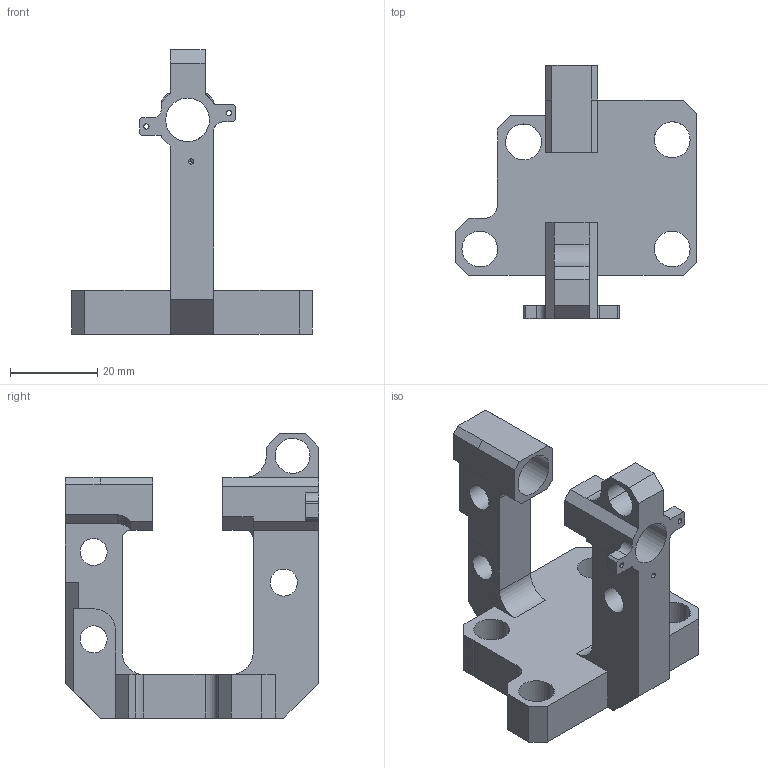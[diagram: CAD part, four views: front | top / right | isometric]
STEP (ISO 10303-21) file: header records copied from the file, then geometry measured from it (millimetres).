
FILE_DESCRIPTION (( 'STEP AP203' ), '1' );
FILE_NAME ('Externale_Black.stp_Default_sldprt.STEP', '2024-12-16T15:04:38', ( '' ), ( '' ), 'SwSTEP 2.0', 'SolidWorks 2024', '' );
FILE_SCHEMA (( 'CONFIG_CONTROL_DESIGN' ));
Length unit declared in the file: millimetre
Products named in the file (1): Externale_Black.stp_Default_sldprt
Bounding box: 55 x 58 x 65 mm (x, y, z)
Volume: 29062.2 mm3; surface area: 13637.1 mm2
Topology: 1 solids, 1 shells, 113 faces, 329 edges, 216 vertices
Faces by surface type: plane 71, cylinder 40, cone 2
Entity records: 4121 total; most frequent: CARTESIAN_POINT 1010, ORIENTED_EDGE 652, DIRECTION 592, EDGE_CURVE 326, LINE 246, VECTOR 246, VERTEX_POINT 215, AXIS2_PLACEMENT_3D 173
